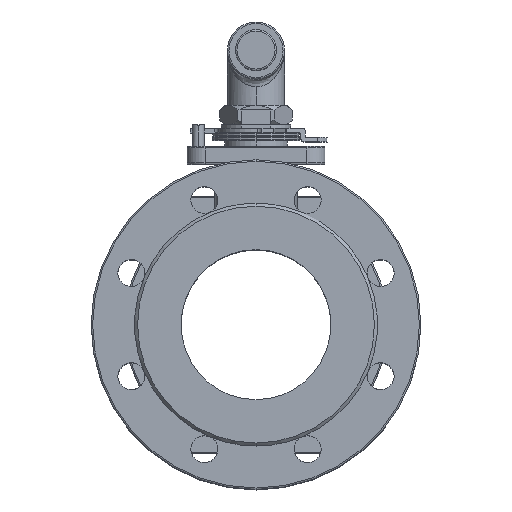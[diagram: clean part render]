
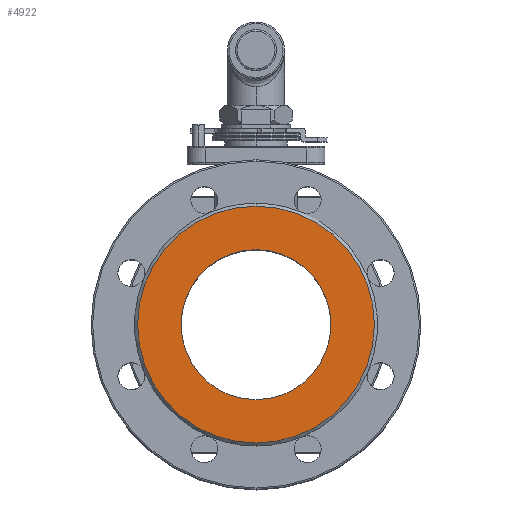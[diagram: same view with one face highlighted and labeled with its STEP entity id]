
A CAD part, top view. The second image highlights one B-rep face of the part: STEP entity #4922.
In plain terms, the highlighted planar face has unit normal (0, 0, 1).
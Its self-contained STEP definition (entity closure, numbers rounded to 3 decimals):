
#1343 = VERTEX_POINT ( 'NONE', #7799 ) ;
#1344 = VERTEX_POINT ( 'NONE', #7655 ) ;
#1453 = VERTEX_POINT ( 'NONE', #7833 ) ;
#1454 = VERTEX_POINT ( 'NONE', #7832 ) ;
#1889 = EDGE_CURVE ( 'NONE', #1454, #1453, #2832, .T. ) ;
#1890 = EDGE_CURVE ( 'NONE', #1344, #1343, #2831, .T. ) ;
#2050 = AXIS2_PLACEMENT_3D ( 'NONE', #6957, #6956, #6955 ) ;
#2051 = AXIS2_PLACEMENT_3D ( 'NONE', #6952, #6951, #6950 ) ;
#2158 = ORIENTED_EDGE ( 'NONE', *, *, #19445, .F. ) ;
#2470 = ORIENTED_EDGE ( 'NONE', *, *, #19075, .T. ) ;
#2495 = ORIENTED_EDGE ( 'NONE', *, *, #1890, .T. ) ;
#2503 = ORIENTED_EDGE ( 'NONE', *, *, #1889, .F. ) ;
#2831 = CIRCLE ( 'NONE', #2051, 50. ) ;
#2832 = CIRCLE ( 'NONE', #2050, 79. ) ;
#3488 = FACE_OUTER_BOUND ( 'NONE', #5981, .T. ) ;
#3493 = FACE_BOUND ( 'NONE', #6314, .T. ) ;
#4922 = ADVANCED_FACE ( 'NONE', ( #3493, #3488 ), #8348, .T. ) ;
#5981 = EDGE_LOOP ( 'NONE', ( #2158, #2503 ) ) ;
#6314 = EDGE_LOOP ( 'NONE', ( #2495, #2470 ) ) ;
#6950 = DIRECTION ( 'NONE',  ( 0., 1., 0. ) ) ;
#6951 = DIRECTION ( 'NONE',  ( 0., 0., -1. ) ) ;
#6952 = CARTESIAN_POINT ( 'NONE',  ( 0., 0., 95. ) ) ;
#6955 = DIRECTION ( 'NONE',  ( 0., 1., 0. ) ) ;
#6956 = DIRECTION ( 'NONE',  ( 0., 0., -1. ) ) ;
#6957 = CARTESIAN_POINT ( 'NONE',  ( 0., 0., 95. ) ) ;
#7655 = CARTESIAN_POINT ( 'NONE',  ( 0., 50., 95. ) ) ;
#7799 = CARTESIAN_POINT ( 'NONE',  ( 0., -50., 95. ) ) ;
#7832 = CARTESIAN_POINT ( 'NONE',  ( 0., -79., 95. ) ) ;
#7833 = CARTESIAN_POINT ( 'NONE',  ( 0., 79., 95. ) ) ;
#8340 = CARTESIAN_POINT ( 'NONE',  ( 0., 0., 95. ) ) ;
#8348 = PLANE ( 'NONE',  #8660 ) ;
#8350 = DIRECTION ( 'NONE',  ( 0., 0., 1. ) ) ;
#8351 = DIRECTION ( 'NONE',  ( 0., -1., 0. ) ) ;
#8660 = AXIS2_PLACEMENT_3D ( 'NONE', #8340, #8350, #8351 ) ;
#13645 = AXIS2_PLACEMENT_3D ( 'NONE', #14717, #14718, #14719 ) ;
#14717 = CARTESIAN_POINT ( 'NONE',  ( 0., 0., 95. ) ) ;
#14718 = DIRECTION ( 'NONE',  ( 0., 0., -1. ) ) ;
#14719 = DIRECTION ( 'NONE',  ( 0., 1., 0. ) ) ;
#14811 = CIRCLE ( 'NONE', #13645, 50. ) ;
#15275 = CIRCLE ( 'NONE', #17681, 79. ) ;
#16974 = CARTESIAN_POINT ( 'NONE',  ( 0., 0., 95. ) ) ;
#16975 = DIRECTION ( 'NONE',  ( 0., 0., -1. ) ) ;
#16976 = DIRECTION ( 'NONE',  ( 0., 1., 0. ) ) ;
#17681 = AXIS2_PLACEMENT_3D ( 'NONE', #16974, #16975, #16976 ) ;
#19075 = EDGE_CURVE ( 'NONE', #1343, #1344, #14811, .T. ) ;
#19445 = EDGE_CURVE ( 'NONE', #1453, #1454, #15275, .T. ) ;
